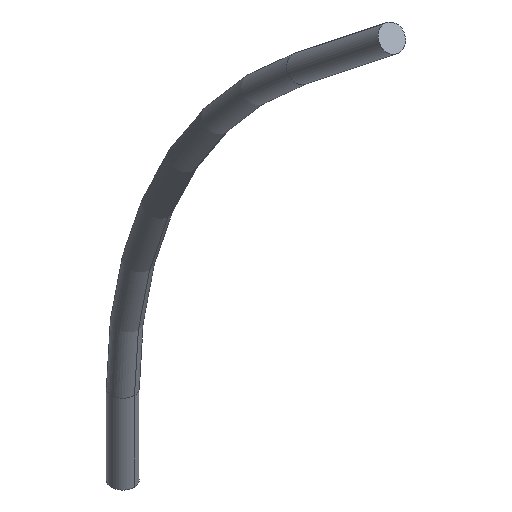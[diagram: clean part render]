
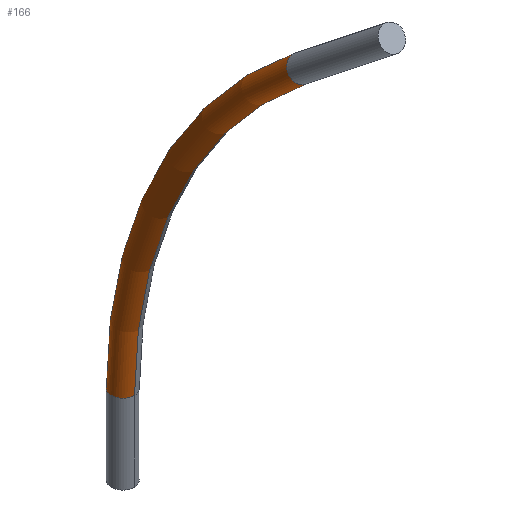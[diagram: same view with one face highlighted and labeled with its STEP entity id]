
A CAD part, isometric view. The second image highlights one B-rep face of the part: STEP entity #166.
In plain terms, the highlighted toroidal (fillet/blend) face has major radius 20 mm and minor radius 0.5 mm.
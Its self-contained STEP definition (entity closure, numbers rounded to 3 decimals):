
#4 = DIRECTION ( 'NONE',  ( 1., 0., 0. ) ) ;
#8 = AXIS2_PLACEMENT_3D ( 'NONE', #145, #186, #27 ) ;
#9 = FACE_OUTER_BOUND ( 'NONE', #75, .T. ) ;
#17 = CARTESIAN_POINT ( 'NONE',  ( 0., -7.308, 19.51 ) ) ;
#24 = AXIS2_PLACEMENT_3D ( 'NONE', #237, #30, #141 ) ;
#27 = DIRECTION ( 'NONE',  ( 1., 0., 0. ) ) ;
#30 = DIRECTION ( 'NONE',  ( 0., -0.785, 0.619 ) ) ;
#40 = CARTESIAN_POINT ( 'NONE',  ( 0., -20., 3.411 ) ) ;
#46 = DIRECTION ( 'NONE',  ( 0., 0., -1. ) ) ;
#56 = DIRECTION ( 'NONE',  ( 1., 0., 0. ) ) ;
#67 = ORIENTED_EDGE ( 'NONE', *, *, #240, .F. ) ;
#71 = CIRCLE ( 'NONE', #24, 0.5 ) ;
#75 = EDGE_LOOP ( 'NONE', ( #171, #177, #91, #67 ) ) ;
#91 = ORIENTED_EDGE ( 'NONE', *, *, #205, .T. ) ;
#94 = EDGE_CURVE ( 'NONE', #124, #117, #133, .T. ) ;
#114 = DIRECTION ( 'NONE',  ( 0., 0., -1. ) ) ;
#117 = VERTEX_POINT ( 'NONE', #17 ) ;
#124 = VERTEX_POINT ( 'NONE', #183 ) ;
#125 = CARTESIAN_POINT ( 'NONE',  ( 0., -20., 3.411 ) ) ;
#133 = CIRCLE ( 'NONE', #203, 20.5 ) ;
#137 = CARTESIAN_POINT ( 'NONE',  ( 0., -20., 3.411 ) ) ;
#141 = DIRECTION ( 'NONE',  ( 1., 0., 0. ) ) ;
#142 = DIRECTION ( 'NONE',  ( 1., 0., 0. ) ) ;
#145 = CARTESIAN_POINT ( 'NONE',  ( 0., 0., 3.411 ) ) ;
#155 = CIRCLE ( 'NONE', #242, 19.5 ) ;
#166 = ADVANCED_FACE ( 'NONE', ( #9 ), #188, .T. ) ;
#171 = ORIENTED_EDGE ( 'NONE', *, *, #94, .F. ) ;
#177 = ORIENTED_EDGE ( 'NONE', *, *, #213, .T. ) ;
#183 = CARTESIAN_POINT ( 'NONE',  ( 0., 0.5, 3.411 ) ) ;
#184 = DIRECTION ( 'NONE',  ( 0., 0., -1. ) ) ;
#186 = DIRECTION ( 'NONE',  ( 0., 0., 1. ) ) ;
#187 = CIRCLE ( 'NONE', #8, 0.5 ) ;
#188 = TOROIDAL_SURFACE ( 'NONE', #232, 20., 0.5 ) ;
#196 = CARTESIAN_POINT ( 'NONE',  ( 0., -0.5, 3.411 ) ) ;
#200 = VERTEX_POINT ( 'NONE', #196 ) ;
#203 = AXIS2_PLACEMENT_3D ( 'NONE', #40, #56, #114 ) ;
#205 = EDGE_CURVE ( 'NONE', #200, #222, #155, .T. ) ;
#213 = EDGE_CURVE ( 'NONE', #124, #200, #187, .T. ) ;
#222 = VERTEX_POINT ( 'NONE', #236 ) ;
#232 = AXIS2_PLACEMENT_3D ( 'NONE', #137, #4, #46 ) ;
#236 = CARTESIAN_POINT ( 'NONE',  ( 0., -7.927, 18.725 ) ) ;
#237 = CARTESIAN_POINT ( 'NONE',  ( 0., -7.618, 19.117 ) ) ;
#240 = EDGE_CURVE ( 'NONE', #117, #222, #71, .T. ) ;
#242 = AXIS2_PLACEMENT_3D ( 'NONE', #125, #142, #184 ) ;
